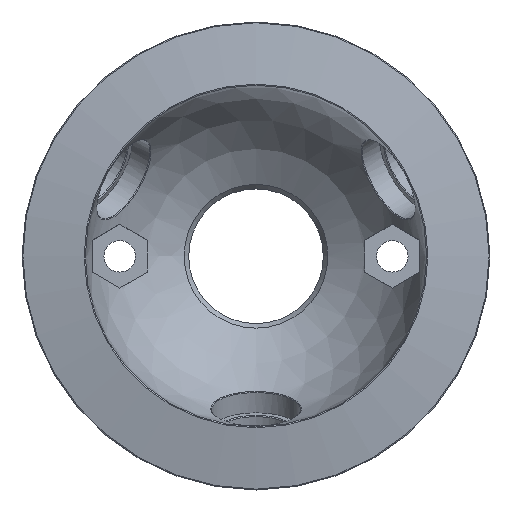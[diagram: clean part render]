
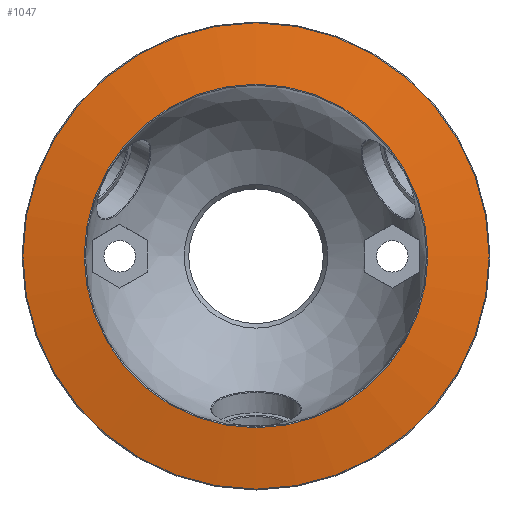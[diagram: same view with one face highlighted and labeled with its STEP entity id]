
A CAD part, top view. The second image highlights one B-rep face of the part: STEP entity #1047.
In plain terms, the highlighted conical face has half-angle 80 degrees and reference radius 20.46 mm.
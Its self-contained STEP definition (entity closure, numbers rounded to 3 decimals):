
#42=CONICAL_SURFACE('',#1147,20.46,1.396);
#56=LINE('',#1728,#123);
#123=VECTOR('',#1308,20.5);
#225=FACE_OUTER_BOUND('',#293,.T.);
#293=EDGE_LOOP('',(#755,#756,#757,#758,#759));
#404=CIRCLE('',#1145,17.405);
#405=CIRCLE('',#1146,17.405);
#406=CIRCLE('',#1148,23.617);
#479=VERTEX_POINT('',#1721);
#480=VERTEX_POINT('',#1723);
#481=VERTEX_POINT('',#1727);
#585=EDGE_CURVE('',#479,#480,#404,.T.);
#586=EDGE_CURVE('',#480,#479,#405,.T.);
#587=EDGE_CURVE('',#480,#481,#56,.T.);
#588=EDGE_CURVE('',#481,#481,#406,.T.);
#755=ORIENTED_EDGE('',*,*,#586,.F.);
#756=ORIENTED_EDGE('',*,*,#587,.T.);
#757=ORIENTED_EDGE('',*,*,#588,.F.);
#758=ORIENTED_EDGE('',*,*,#587,.F.);
#759=ORIENTED_EDGE('',*,*,#585,.F.);
#1047=ADVANCED_FACE('',(#225),#42,.T.);
#1145=AXIS2_PLACEMENT_3D('',#1724,#1302,#1303);
#1146=AXIS2_PLACEMENT_3D('',#1725,#1304,#1305);
#1147=AXIS2_PLACEMENT_3D('',#1726,#1306,#1307);
#1148=AXIS2_PLACEMENT_3D('',#1729,#1309,#1310);
#1302=DIRECTION('center_axis',(0.,0.,1.));
#1303=DIRECTION('ref_axis',(-1.,0.,0.));
#1304=DIRECTION('center_axis',(0.,0.,1.));
#1305=DIRECTION('ref_axis',(-1.,0.,0.));
#1306=DIRECTION('center_axis',(0.,0.,
-1.));
#1307=DIRECTION('ref_axis',(-1.,0.,0.));
#1308=DIRECTION('',(0.985,0.,-0.174));
#1309=DIRECTION('center_axis',(0.,0.,-1.));
#1310=DIRECTION('ref_axis',(-1.,0.,0.));
#1721=CARTESIAN_POINT('',(-17.405,0.,32.203));
#1723=CARTESIAN_POINT('',(17.405,0.,32.203));
#1724=CARTESIAN_POINT('Origin',(0.,0.,
32.203));
#1725=CARTESIAN_POINT('Origin',(0.,0.,
32.203));
#1726=CARTESIAN_POINT('Origin',(0.,0.,
31.665));
#1727=CARTESIAN_POINT('',(23.617,0.,31.108));
#1728=CARTESIAN_POINT('',(20.46,0.,31.665));
#1729=CARTESIAN_POINT('Origin',(0.,0.,
31.108));
